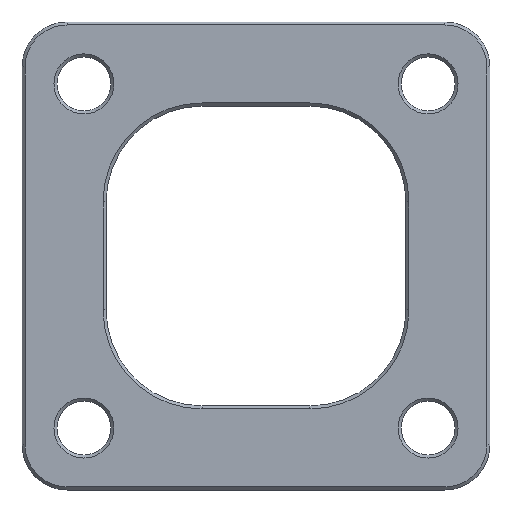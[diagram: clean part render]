
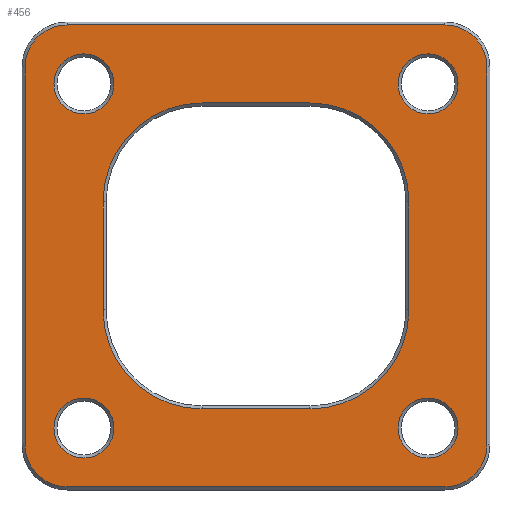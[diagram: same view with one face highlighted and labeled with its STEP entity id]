
A CAD part, top view. The second image highlights one B-rep face of the part: STEP entity #456.
In plain terms, the highlighted planar face has unit normal (0, 0, 1).
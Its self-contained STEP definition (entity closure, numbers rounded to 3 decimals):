
#126 = VERTEX_POINT('',#127);
#127 = CARTESIAN_POINT('',(15.4,-12.6,2.55));
#135 = VERTEX_POINT('',#136);
#136 = CARTESIAN_POINT('',(15.4,12.6,2.55));
#142 = EDGE_CURVE('',#126,#135,#143,.T.);
#143 = LINE('',#144,#145);
#144 = CARTESIAN_POINT('',(15.4,-12.6,2.55));
#145 = VECTOR('',#146,1.);
#146 = DIRECTION('',(0.,1.,0.));
#246 = VERTEX_POINT('',#247);
#247 = CARTESIAN_POINT('',(12.6,-15.4,2.55));
#255 = EDGE_CURVE('',#246,#126,#256,.T.);
#256 = CIRCLE('',#257,2.8);
#257 = AXIS2_PLACEMENT_3D('',#258,#259,#260);
#258 = CARTESIAN_POINT('',(12.6,-12.6,2.55));
#259 = DIRECTION('',(-0.,0.,1.));
#260 = DIRECTION('',(0.,-1.,0.));
#456 = ADVANCED_FACE('',(#457,#510,#580,#591,#602,#613),#624,.T.);
#457 = FACE_BOUND('',#458,.T.);
#458 = EDGE_LOOP('',(#459,#460,#469,#477,#486,#494,#503,#509));
#459 = ORIENTED_EDGE('',*,*,#142,.T.);
#460 = ORIENTED_EDGE('',*,*,#461,.T.);
#461 = EDGE_CURVE('',#135,#462,#464,.T.);
#462 = VERTEX_POINT('',#463);
#463 = CARTESIAN_POINT('',(12.6,15.4,2.55));
#464 = CIRCLE('',#465,2.8);
#465 = AXIS2_PLACEMENT_3D('',#466,#467,#468);
#466 = CARTESIAN_POINT('',(12.6,12.6,2.55));
#467 = DIRECTION('',(0.,0.,1.));
#468 = DIRECTION('',(1.,0.,0.));
#469 = ORIENTED_EDGE('',*,*,#470,.T.);
#470 = EDGE_CURVE('',#462,#471,#473,.T.);
#471 = VERTEX_POINT('',#472);
#472 = CARTESIAN_POINT('',(-12.6,15.4,2.55));
#473 = LINE('',#474,#475);
#474 = CARTESIAN_POINT('',(12.6,15.4,2.55));
#475 = VECTOR('',#476,1.);
#476 = DIRECTION('',(-1.,0.,0.));
#477 = ORIENTED_EDGE('',*,*,#478,.T.);
#478 = EDGE_CURVE('',#471,#479,#481,.T.);
#479 = VERTEX_POINT('',#480);
#480 = CARTESIAN_POINT('',(-15.4,12.6,2.55));
#481 = CIRCLE('',#482,2.8);
#482 = AXIS2_PLACEMENT_3D('',#483,#484,#485);
#483 = CARTESIAN_POINT('',(-12.6,12.6,2.55));
#484 = DIRECTION('',(0.,-0.,1.));
#485 = DIRECTION('',(0.,1.,0.));
#486 = ORIENTED_EDGE('',*,*,#487,.T.);
#487 = EDGE_CURVE('',#479,#488,#490,.T.);
#488 = VERTEX_POINT('',#489);
#489 = CARTESIAN_POINT('',(-15.4,-12.6,2.55));
#490 = LINE('',#491,#492);
#491 = CARTESIAN_POINT('',(-15.4,12.6,2.55));
#492 = VECTOR('',#493,1.);
#493 = DIRECTION('',(0.,-1.,0.));
#494 = ORIENTED_EDGE('',*,*,#495,.T.);
#495 = EDGE_CURVE('',#488,#496,#498,.T.);
#496 = VERTEX_POINT('',#497);
#497 = CARTESIAN_POINT('',(-12.6,-15.4,2.55));
#498 = CIRCLE('',#499,2.8);
#499 = AXIS2_PLACEMENT_3D('',#500,#501,#502);
#500 = CARTESIAN_POINT('',(-12.6,-12.6,2.55));
#501 = DIRECTION('',(0.,0.,1.));
#502 = DIRECTION('',(-1.,0.,0.));
#503 = ORIENTED_EDGE('',*,*,#504,.T.);
#504 = EDGE_CURVE('',#496,#246,#505,.T.);
#505 = LINE('',#506,#507);
#506 = CARTESIAN_POINT('',(-12.6,-15.4,2.55));
#507 = VECTOR('',#508,1.);
#508 = DIRECTION('',(1.,0.,0.));
#509 = ORIENTED_EDGE('',*,*,#255,.T.);
#510 = FACE_BOUND('',#511,.T.);
#511 = EDGE_LOOP('',(#512,#523,#531,#540,#548,#557,#565,#574));
#512 = ORIENTED_EDGE('',*,*,#513,.F.);
#513 = EDGE_CURVE('',#514,#516,#518,.T.);
#514 = VERTEX_POINT('',#515);
#515 = CARTESIAN_POINT('',(-3.6,10.2,2.55));
#516 = VERTEX_POINT('',#517);
#517 = CARTESIAN_POINT('',(-10.2,3.6,2.55));
#518 = CIRCLE('',#519,6.6);
#519 = AXIS2_PLACEMENT_3D('',#520,#521,#522);
#520 = CARTESIAN_POINT('',(-3.6,3.6,2.55));
#521 = DIRECTION('',(0.,0.,1.));
#522 = DIRECTION('',(0.,1.,0.));
#523 = ORIENTED_EDGE('',*,*,#524,.F.);
#524 = EDGE_CURVE('',#525,#514,#527,.T.);
#525 = VERTEX_POINT('',#526);
#526 = CARTESIAN_POINT('',(3.6,10.2,2.55));
#527 = LINE('',#528,#529);
#528 = CARTESIAN_POINT('',(3.6,10.2,2.55));
#529 = VECTOR('',#530,1.);
#530 = DIRECTION('',(-1.,0.,0.));
#531 = ORIENTED_EDGE('',*,*,#532,.F.);
#532 = EDGE_CURVE('',#533,#525,#535,.T.);
#533 = VERTEX_POINT('',#534);
#534 = CARTESIAN_POINT('',(10.2,3.6,2.55));
#535 = CIRCLE('',#536,6.6);
#536 = AXIS2_PLACEMENT_3D('',#537,#538,#539);
#537 = CARTESIAN_POINT('',(3.6,3.6,2.55));
#538 = DIRECTION('',(0.,0.,1.));
#539 = DIRECTION('',(1.,0.,0.));
#540 = ORIENTED_EDGE('',*,*,#541,.F.);
#541 = EDGE_CURVE('',#542,#533,#544,.T.);
#542 = VERTEX_POINT('',#543);
#543 = CARTESIAN_POINT('',(10.2,-3.6,2.55));
#544 = LINE('',#545,#546);
#545 = CARTESIAN_POINT('',(10.2,-3.6,2.55));
#546 = VECTOR('',#547,1.);
#547 = DIRECTION('',(0.,1.,0.));
#548 = ORIENTED_EDGE('',*,*,#549,.F.);
#549 = EDGE_CURVE('',#550,#542,#552,.T.);
#550 = VERTEX_POINT('',#551);
#551 = CARTESIAN_POINT('',(3.6,-10.2,2.55));
#552 = CIRCLE('',#553,6.6);
#553 = AXIS2_PLACEMENT_3D('',#554,#555,#556);
#554 = CARTESIAN_POINT('',(3.6,-3.6,2.55));
#555 = DIRECTION('',(-0.,0.,1.));
#556 = DIRECTION('',(0.,-1.,0.));
#557 = ORIENTED_EDGE('',*,*,#558,.F.);
#558 = EDGE_CURVE('',#559,#550,#561,.T.);
#559 = VERTEX_POINT('',#560);
#560 = CARTESIAN_POINT('',(-3.6,-10.2,2.55));
#561 = LINE('',#562,#563);
#562 = CARTESIAN_POINT('',(-3.6,-10.2,2.55));
#563 = VECTOR('',#564,1.);
#564 = DIRECTION('',(1.,0.,0.));
#565 = ORIENTED_EDGE('',*,*,#566,.F.);
#566 = EDGE_CURVE('',#567,#559,#569,.T.);
#567 = VERTEX_POINT('',#568);
#568 = CARTESIAN_POINT('',(-10.2,-3.6,2.55));
#569 = CIRCLE('',#570,6.6);
#570 = AXIS2_PLACEMENT_3D('',#571,#572,#573);
#571 = CARTESIAN_POINT('',(-3.6,-3.6,2.55));
#572 = DIRECTION('',(0.,0.,1.));
#573 = DIRECTION('',(-1.,0.,0.));
#574 = ORIENTED_EDGE('',*,*,#575,.F.);
#575 = EDGE_CURVE('',#516,#567,#576,.T.);
#576 = LINE('',#577,#578);
#577 = CARTESIAN_POINT('',(-10.2,3.6,2.55));
#578 = VECTOR('',#579,1.);
#579 = DIRECTION('',(0.,-1.,0.));
#580 = FACE_BOUND('',#581,.T.);
#581 = EDGE_LOOP('',(#582));
#582 = ORIENTED_EDGE('',*,*,#583,.F.);
#583 = EDGE_CURVE('',#584,#584,#586,.T.);
#584 = VERTEX_POINT('',#585);
#585 = CARTESIAN_POINT('',(-9.475,-11.475,2.55));
#586 = CIRCLE('',#587,2.);
#587 = AXIS2_PLACEMENT_3D('',#588,#589,#590);
#588 = CARTESIAN_POINT('',(-11.475,-11.475,2.55));
#589 = DIRECTION('',(0.,0.,1.));
#590 = DIRECTION('',(1.,0.,0.));
#591 = FACE_BOUND('',#592,.T.);
#592 = EDGE_LOOP('',(#593));
#593 = ORIENTED_EDGE('',*,*,#594,.F.);
#594 = EDGE_CURVE('',#595,#595,#597,.T.);
#595 = VERTEX_POINT('',#596);
#596 = CARTESIAN_POINT('',(13.475,-11.475,2.55));
#597 = CIRCLE('',#598,2.);
#598 = AXIS2_PLACEMENT_3D('',#599,#600,#601);
#599 = CARTESIAN_POINT('',(11.475,-11.475,2.55));
#600 = DIRECTION('',(0.,0.,1.));
#601 = DIRECTION('',(1.,0.,0.));
#602 = FACE_BOUND('',#603,.T.);
#603 = EDGE_LOOP('',(#604));
#604 = ORIENTED_EDGE('',*,*,#605,.F.);
#605 = EDGE_CURVE('',#606,#606,#608,.T.);
#606 = VERTEX_POINT('',#607);
#607 = CARTESIAN_POINT('',(13.475,11.475,2.55));
#608 = CIRCLE('',#609,2.);
#609 = AXIS2_PLACEMENT_3D('',#610,#611,#612);
#610 = CARTESIAN_POINT('',(11.475,11.475,2.55));
#611 = DIRECTION('',(0.,0.,1.));
#612 = DIRECTION('',(1.,0.,0.));
#613 = FACE_BOUND('',#614,.T.);
#614 = EDGE_LOOP('',(#615));
#615 = ORIENTED_EDGE('',*,*,#616,.F.);
#616 = EDGE_CURVE('',#617,#617,#619,.T.);
#617 = VERTEX_POINT('',#618);
#618 = CARTESIAN_POINT('',(-9.475,11.475,2.55));
#619 = CIRCLE('',#620,2.);
#620 = AXIS2_PLACEMENT_3D('',#621,#622,#623);
#621 = CARTESIAN_POINT('',(-11.475,11.475,2.55));
#622 = DIRECTION('',(0.,0.,1.));
#623 = DIRECTION('',(1.,0.,0.));
#624 = PLANE('',#625);
#625 = AXIS2_PLACEMENT_3D('',#626,#627,#628);
#626 = CARTESIAN_POINT('',(0.,0.,2.55));
#627 = DIRECTION('',(0.,0.,1.));
#628 = DIRECTION('',(1.,0.,0.));
